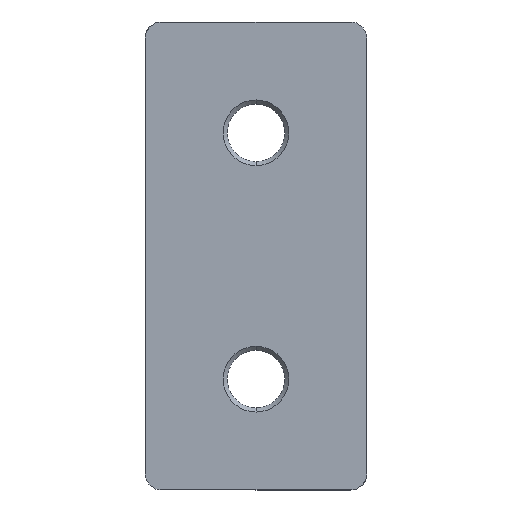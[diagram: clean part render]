
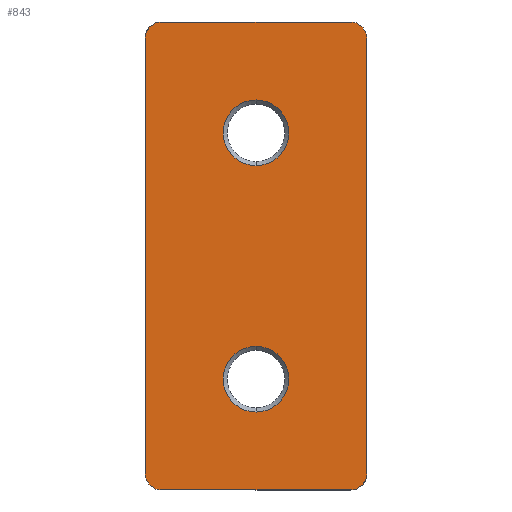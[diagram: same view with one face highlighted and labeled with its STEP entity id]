
A CAD part, front view. The second image highlights one B-rep face of the part: STEP entity #843.
In plain terms, the highlighted planar face has unit normal (0, -1, 0).
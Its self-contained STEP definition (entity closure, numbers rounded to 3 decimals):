
#29 = VERTEX_POINT ( 'NONE', #535 ) ;
#33 = DIRECTION ( 'NONE',  ( 0., 0., -1. ) ) ;
#35 = CARTESIAN_POINT ( 'NONE',  ( 0., 0., -11. ) ) ;
#36 = CARTESIAN_POINT ( 'NONE',  ( -11.5, 0., -26.5 ) ) ;
#37 = CARTESIAN_POINT ( 'NONE',  ( 11.5, 0., -28.5 ) ) ;
#47 = VERTEX_POINT ( 'NONE', #37 ) ;
#50 = DIRECTION ( 'NONE',  ( 0., 1., 0. ) ) ;
#57 = ORIENTED_EDGE ( 'NONE', *, *, #264, .F. ) ;
#61 = AXIS2_PLACEMENT_3D ( 'NONE', #832, #410, #170 ) ;
#68 = CIRCLE ( 'NONE', #892, 2. ) ;
#70 = ORIENTED_EDGE ( 'NONE', *, *, #587, .F. ) ;
#80 = ORIENTED_EDGE ( 'NONE', *, *, #718, .F. ) ;
#83 = DIRECTION ( 'NONE',  ( 0., 0., -1. ) ) ;
#94 = CARTESIAN_POINT ( 'NONE',  ( 0., 0., 19. ) ) ;
#95 = FACE_BOUND ( 'NONE', #357, .T. ) ;
#100 = CARTESIAN_POINT ( 'NONE',  ( 11.5, 0., 26.5 ) ) ;
#111 = CIRCLE ( 'NONE', #61, 4. ) ;
#113 = EDGE_CURVE ( 'NONE', #693, #29, #282, .T. ) ;
#132 = DIRECTION ( 'NONE',  ( 0., 0., -1. ) ) ;
#143 = ORIENTED_EDGE ( 'NONE', *, *, #350, .F. ) ;
#144 = EDGE_CURVE ( 'NONE', #875, #747, #897, .T. ) ;
#156 = ORIENTED_EDGE ( 'NONE', *, *, #397, .F. ) ;
#157 = CARTESIAN_POINT ( 'NONE',  ( 0., 0., 15. ) ) ;
#164 = AXIS2_PLACEMENT_3D ( 'NONE', #778, #349, #943 ) ;
#170 = DIRECTION ( 'NONE',  ( 0., 0., -1. ) ) ;
#171 = VECTOR ( 'NONE', #266, 1000. ) ;
#193 = DIRECTION ( 'NONE',  ( 0., 1., 0. ) ) ;
#204 = AXIS2_PLACEMENT_3D ( 'NONE', #430, #193, #132 ) ;
#205 = CARTESIAN_POINT ( 'NONE',  ( -11.5, 0., 28.5 ) ) ;
#206 = CARTESIAN_POINT ( 'NONE',  ( 13.5, 0., 28.5 ) ) ;
#229 = FACE_OUTER_BOUND ( 'NONE', #571, .T. ) ;
#234 = VERTEX_POINT ( 'NONE', #398 ) ;
#235 = CARTESIAN_POINT ( 'NONE',  ( 13.5, 0., 26.5 ) ) ;
#243 = CARTESIAN_POINT ( 'NONE',  ( -11.5, 0., -28.5 ) ) ;
#255 = EDGE_CURVE ( 'NONE', #678, #869, #111, .T. ) ;
#259 = DIRECTION ( 'NONE',  ( 0., -1., 0. ) ) ;
#260 = ORIENTED_EDGE ( 'NONE', *, *, #255, .F. ) ;
#261 = CARTESIAN_POINT ( 'NONE',  ( 0., 0., -19. ) ) ;
#264 = EDGE_CURVE ( 'NONE', #739, #234, #510, .T. ) ;
#266 = DIRECTION ( 'NONE',  ( 0., 0., 1. ) ) ;
#271 = CARTESIAN_POINT ( 'NONE',  ( -13.5, 0., 28.5 ) ) ;
#281 = CIRCLE ( 'NONE', #441, 2. ) ;
#282 = CIRCLE ( 'NONE', #923, 4. ) ;
#316 = CARTESIAN_POINT ( 'NONE',  ( 11.5, 0., 28.5 ) ) ;
#349 = DIRECTION ( 'NONE',  ( 0., -1., 0. ) ) ;
#350 = EDGE_CURVE ( 'NONE', #29, #693, #610, .T. ) ;
#357 = EDGE_LOOP ( 'NONE', ( #367, #260 ) ) ;
#365 = LINE ( 'NONE', #809, #391 ) ;
#367 = ORIENTED_EDGE ( 'NONE', *, *, #465, .F. ) ;
#377 = VECTOR ( 'NONE', #503, 1000. ) ;
#384 = DIRECTION ( 'NONE',  ( 1., 0., 0. ) ) ;
#391 = VECTOR ( 'NONE', #738, 1000. ) ;
#397 = EDGE_CURVE ( 'NONE', #582, #888, #814, .T. ) ;
#398 = CARTESIAN_POINT ( 'NONE',  ( -13.5, 0., -26.5 ) ) ;
#400 = DIRECTION ( 'NONE',  ( 0., 0., -1. ) ) ;
#410 = DIRECTION ( 'NONE',  ( 0., -1., 0. ) ) ;
#414 = AXIS2_PLACEMENT_3D ( 'NONE', #422, #697, #929 ) ;
#420 = EDGE_CURVE ( 'NONE', #888, #47, #924, .T. ) ;
#422 = CARTESIAN_POINT ( 'NONE',  ( -13.5, 0., 28.5 ) ) ;
#430 = CARTESIAN_POINT ( 'NONE',  ( 11.5, 0., -26.5 ) ) ;
#441 = AXIS2_PLACEMENT_3D ( 'NONE', #546, #913, #400 ) ;
#445 = EDGE_CURVE ( 'NONE', #234, #592, #839, .T. ) ;
#465 = EDGE_CURVE ( 'NONE', #869, #678, #737, .T. ) ;
#489 = DIRECTION ( 'NONE',  ( 0., 0., -1. ) ) ;
#503 = DIRECTION ( 'NONE',  ( 0., 0., -1. ) ) ;
#510 = CIRCLE ( 'NONE', #722, 2. ) ;
#525 = CARTESIAN_POINT ( 'NONE',  ( -13.5, 0., 26.5 ) ) ;
#535 = CARTESIAN_POINT ( 'NONE',  ( 0., 0., 11. ) ) ;
#546 = CARTESIAN_POINT ( 'NONE',  ( -11.5, 0., 26.5 ) ) ;
#571 = EDGE_LOOP ( 'NONE', ( #854, #156, #842, #703, #80, #794, #57, #70 ) ) ;
#582 = VERTEX_POINT ( 'NONE', #235 ) ;
#587 = EDGE_CURVE ( 'NONE', #47, #739, #365, .T. ) ;
#592 = VERTEX_POINT ( 'NONE', #525 ) ;
#607 = DIRECTION ( 'NONE',  ( 0., 1., 0. ) ) ;
#610 = CIRCLE ( 'NONE', #659, 4. ) ;
#659 = AXIS2_PLACEMENT_3D ( 'NONE', #695, #259, #845 ) ;
#676 = ORIENTED_EDGE ( 'NONE', *, *, #113, .F. ) ;
#678 = VERTEX_POINT ( 'NONE', #35 ) ;
#693 = VERTEX_POINT ( 'NONE', #94 ) ;
#695 = CARTESIAN_POINT ( 'NONE',  ( 0., 0., 15. ) ) ;
#697 = DIRECTION ( 'NONE',  ( 0., 1., 0. ) ) ;
#703 = ORIENTED_EDGE ( 'NONE', *, *, #144, .F. ) ;
#718 = EDGE_CURVE ( 'NONE', #592, #875, #281, .T. ) ;
#722 = AXIS2_PLACEMENT_3D ( 'NONE', #36, #50, #489 ) ;
#734 = EDGE_CURVE ( 'NONE', #747, #582, #68, .T. ) ;
#737 = CIRCLE ( 'NONE', #164, 4. ) ;
#738 = DIRECTION ( 'NONE',  ( -1., 0., 0. ) ) ;
#739 = VERTEX_POINT ( 'NONE', #243 ) ;
#747 = VERTEX_POINT ( 'NONE', #316 ) ;
#755 = FACE_BOUND ( 'NONE', #831, .T. ) ;
#778 = CARTESIAN_POINT ( 'NONE',  ( 0., 0., -15. ) ) ;
#783 = CARTESIAN_POINT ( 'NONE',  ( 13.5, 0., -26.5 ) ) ;
#794 = ORIENTED_EDGE ( 'NONE', *, *, #445, .F. ) ;
#802 = CARTESIAN_POINT ( 'NONE',  ( -13.5, 0., 28.5 ) ) ;
#809 = CARTESIAN_POINT ( 'NONE',  ( -13.5, 0., -28.5 ) ) ;
#814 = LINE ( 'NONE', #206, #377 ) ;
#831 = EDGE_LOOP ( 'NONE', ( #143, #676 ) ) ;
#832 = CARTESIAN_POINT ( 'NONE',  ( 0., 0., -15. ) ) ;
#839 = LINE ( 'NONE', #271, #171 ) ;
#840 = VECTOR ( 'NONE', #384, 1000. ) ;
#842 = ORIENTED_EDGE ( 'NONE', *, *, #734, .F. ) ;
#843 = ADVANCED_FACE ( 'NONE', ( #95, #755, #229 ), #849, .F. ) ;
#845 = DIRECTION ( 'NONE',  ( 0., 0., -1. ) ) ;
#849 = PLANE ( 'NONE',  #414 ) ;
#854 = ORIENTED_EDGE ( 'NONE', *, *, #420, .F. ) ;
#869 = VERTEX_POINT ( 'NONE', #261 ) ;
#875 = VERTEX_POINT ( 'NONE', #205 ) ;
#879 = DIRECTION ( 'NONE',  ( 0., -1., 0. ) ) ;
#888 = VERTEX_POINT ( 'NONE', #783 ) ;
#892 = AXIS2_PLACEMENT_3D ( 'NONE', #100, #607, #33 ) ;
#897 = LINE ( 'NONE', #802, #840 ) ;
#913 = DIRECTION ( 'NONE',  ( 0., 1., 0. ) ) ;
#923 = AXIS2_PLACEMENT_3D ( 'NONE', #157, #879, #83 ) ;
#924 = CIRCLE ( 'NONE', #204, 2. ) ;
#929 = DIRECTION ( 'NONE',  ( 0., 0., 1. ) ) ;
#943 = DIRECTION ( 'NONE',  ( 0., 0., -1. ) ) ;
